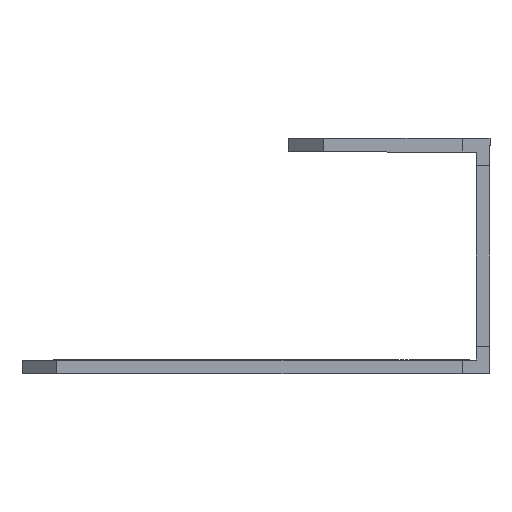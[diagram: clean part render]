
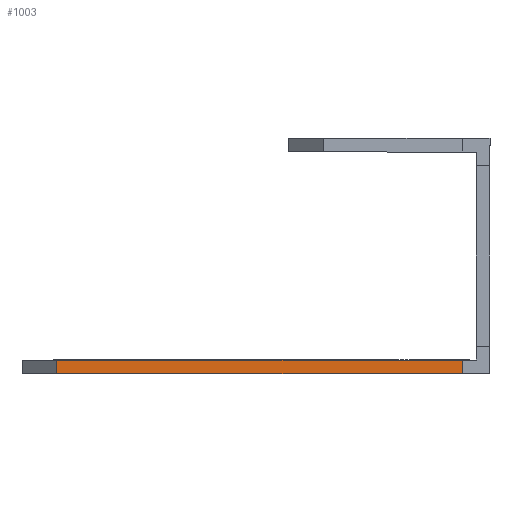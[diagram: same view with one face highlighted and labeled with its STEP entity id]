
A CAD part, front view. The second image highlights one B-rep face of the part: STEP entity #1003.
In plain terms, the highlighted planar face has unit normal (0, -1, 0).
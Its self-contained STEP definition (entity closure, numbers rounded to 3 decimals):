
#76 = VECTOR ( 'NONE', #2094, 1000. ) ;
#358 = LINE ( 'NONE', #5311, #1918 ) ;
#467 = EDGE_CURVE ( 'NONE', #1524, #5436, #2152, .T. ) ;
#534 = VERTEX_POINT ( 'NONE', #1541 ) ;
#549 = VECTOR ( 'NONE', #3682, 1000. ) ;
#601 = EDGE_CURVE ( 'NONE', #5110, #5436, #6328, .T. ) ;
#672 = EDGE_LOOP ( 'NONE', ( #6296, #2974, #5141, #2928 ) ) ;
#718 = DIRECTION ( 'NONE',  ( 1., 0., 0. ) ) ;
#1003 = ADVANCED_FACE ( 'NONE', ( #5682 ), #2736, .T. ) ;
#1072 = CARTESIAN_POINT ( 'NONE',  ( -47., -268.75, -17. ) ) ;
#1086 = AXIS2_PLACEMENT_3D ( 'NONE', #5783, #1133, #4223 ) ;
#1133 = DIRECTION ( 'NONE',  ( 0., -1., 0. ) ) ;
#1316 = DIRECTION ( 'NONE',  ( 0., 0., 1. ) ) ;
#1524 = VERTEX_POINT ( 'NONE', #1794 ) ;
#1541 = CARTESIAN_POINT ( 'NONE',  ( -47., -268.75, -17. ) ) ;
#1794 = CARTESIAN_POINT ( 'NONE',  ( -47., -268.75, -15. ) ) ;
#1918 = VECTOR ( 'NONE', #718, 1000. ) ;
#1934 = EDGE_CURVE ( 'NONE', #534, #5110, #358, .T. ) ;
#2048 = CARTESIAN_POINT ( 'NONE',  ( -47., -268.75, -15. ) ) ;
#2094 = DIRECTION ( 'NONE',  ( 0., 0., 1. ) ) ;
#2152 = LINE ( 'NONE', #2048, #549 ) ;
#2511 = EDGE_CURVE ( 'NONE', #534, #1524, #5585, .T. ) ;
#2736 = PLANE ( 'NONE',  #1086 ) ;
#2743 = CARTESIAN_POINT ( 'NONE',  ( 11.5, -268.75, -17. ) ) ;
#2928 = ORIENTED_EDGE ( 'NONE', *, *, #601, .T. ) ;
#2974 = ORIENTED_EDGE ( 'NONE', *, *, #2511, .F. ) ;
#3682 = DIRECTION ( 'NONE',  ( 1., 0., 0. ) ) ;
#4221 = CARTESIAN_POINT ( 'NONE',  ( 11.5, -268.75, -15. ) ) ;
#4223 = DIRECTION ( 'NONE',  ( 0., 0., -1. ) ) ;
#4346 = CARTESIAN_POINT ( 'NONE',  ( 11.5, -268.75, -17. ) ) ;
#5110 = VERTEX_POINT ( 'NONE', #2743 ) ;
#5141 = ORIENTED_EDGE ( 'NONE', *, *, #1934, .T. ) ;
#5311 = CARTESIAN_POINT ( 'NONE',  ( -47., -268.75, -17. ) ) ;
#5434 = VECTOR ( 'NONE', #1316, 1000. ) ;
#5436 = VERTEX_POINT ( 'NONE', #4221 ) ;
#5585 = LINE ( 'NONE', #1072, #76 ) ;
#5682 = FACE_OUTER_BOUND ( 'NONE', #672, .T. ) ;
#5783 = CARTESIAN_POINT ( 'NONE',  ( -47., -268.75, -17. ) ) ;
#6296 = ORIENTED_EDGE ( 'NONE', *, *, #467, .F. ) ;
#6328 = LINE ( 'NONE', #4346, #5434 ) ;
